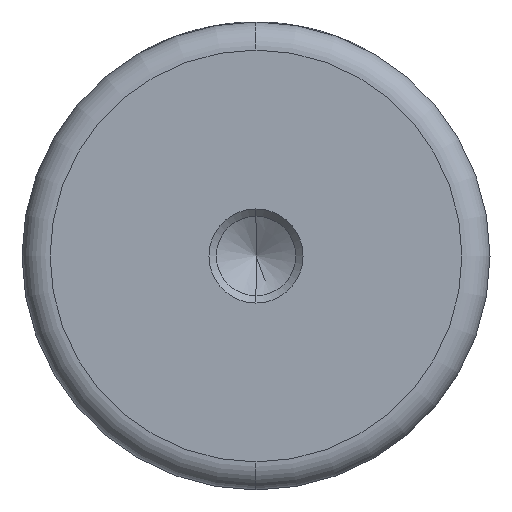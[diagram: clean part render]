
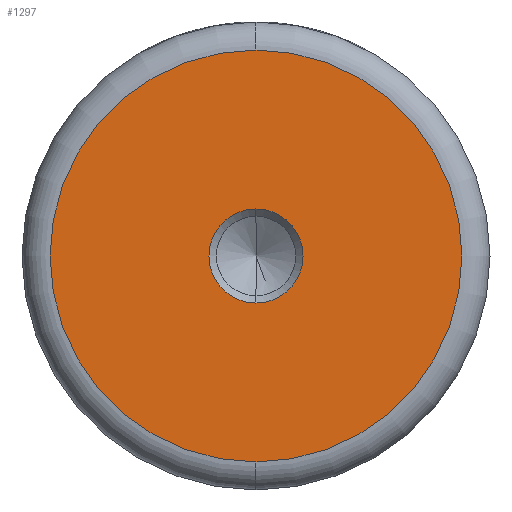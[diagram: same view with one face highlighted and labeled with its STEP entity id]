
A CAD part, left-side view. The second image highlights one B-rep face of the part: STEP entity #1297.
In plain terms, the highlighted planar face has unit normal (-1, 0, 0).
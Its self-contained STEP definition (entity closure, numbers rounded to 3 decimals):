
#22 = CARTESIAN_POINT ( 'NONE',  ( 0., 0., -22. ) ) ;
#32 = EDGE_CURVE ( 'NONE', #1380, #1372, #199, .T. ) ;
#73 = ORIENTED_EDGE ( 'NONE', *, *, #128, .T. ) ;
#123 = DIRECTION ( 'NONE',  ( -1., 0., 0. ) ) ;
#128 = EDGE_CURVE ( 'NONE', #1372, #1380, #779, .T. ) ;
#133 = AXIS2_PLACEMENT_3D ( 'NONE', #835, #151, #954 ) ;
#145 = EDGE_LOOP ( 'NONE', ( #573, #1408 ) ) ;
#151 = DIRECTION ( 'NONE',  ( -1., 0., 0. ) ) ;
#199 = CIRCLE ( 'NONE', #473, 22. ) ;
#231 = CARTESIAN_POINT ( 'NONE',  ( 0., 0., 0. ) ) ;
#238 = PLANE ( 'NONE',  #1264 ) ;
#249 = VERTEX_POINT ( 'NONE', #756 ) ;
#282 = FACE_OUTER_BOUND ( 'NONE', #1033, .T. ) ;
#364 = DIRECTION ( 'NONE',  ( 0., 0., 1. ) ) ;
#368 = DIRECTION ( 'NONE',  ( 0., 0., 1. ) ) ;
#473 = AXIS2_PLACEMENT_3D ( 'NONE', #816, #123, #930 ) ;
#485 = CIRCLE ( 'NONE', #133, 5.025 ) ;
#509 = CARTESIAN_POINT ( 'NONE',  ( 0., 0., 22. ) ) ;
#573 = ORIENTED_EDGE ( 'NONE', *, *, #1244, .F. ) ;
#611 = CARTESIAN_POINT ( 'NONE',  ( 0., 0., 0. ) ) ;
#657 = CIRCLE ( 'NONE', #709, 5.025 ) ;
#684 = ORIENTED_EDGE ( 'NONE', *, *, #32, .T. ) ;
#709 = AXIS2_PLACEMENT_3D ( 'NONE', #231, #1026, #364 ) ;
#719 = DIRECTION ( 'NONE',  ( 0., 0., 1. ) ) ;
#756 = CARTESIAN_POINT ( 'NONE',  ( 0., 0., -5.025 ) ) ;
#779 = CIRCLE ( 'NONE', #820, 22. ) ;
#802 = CARTESIAN_POINT ( 'NONE',  ( 0., 0., 0. ) ) ;
#816 = CARTESIAN_POINT ( 'NONE',  ( 0., 0., 0. ) ) ;
#820 = AXIS2_PLACEMENT_3D ( 'NONE', #611, #1413, #719 ) ;
#835 = CARTESIAN_POINT ( 'NONE',  ( 0., 0., 0. ) ) ;
#885 = FACE_BOUND ( 'NONE', #145, .T. ) ;
#893 = VERTEX_POINT ( 'NONE', #1235 ) ;
#930 = DIRECTION ( 'NONE',  ( 0., 0., 1. ) ) ;
#954 = DIRECTION ( 'NONE',  ( 0., 0., 1. ) ) ;
#1026 = DIRECTION ( 'NONE',  ( -1., 0., 0. ) ) ;
#1033 = EDGE_LOOP ( 'NONE', ( #73, #684 ) ) ;
#1036 = DIRECTION ( 'NONE',  ( -1., 0., 0. ) ) ;
#1235 = CARTESIAN_POINT ( 'NONE',  ( 0., 0., 5.025 ) ) ;
#1244 = EDGE_CURVE ( 'NONE', #893, #249, #657, .T. ) ;
#1264 = AXIS2_PLACEMENT_3D ( 'NONE', #802, #1036, #368 ) ;
#1297 = ADVANCED_FACE ( 'NONE', ( #885, #282 ), #238, .T. ) ;
#1369 = EDGE_CURVE ( 'NONE', #249, #893, #485, .T. ) ;
#1372 = VERTEX_POINT ( 'NONE', #509 ) ;
#1380 = VERTEX_POINT ( 'NONE', #22 ) ;
#1408 = ORIENTED_EDGE ( 'NONE', *, *, #1369, .F. ) ;
#1413 = DIRECTION ( 'NONE',  ( -1., 0., 0. ) ) ;
